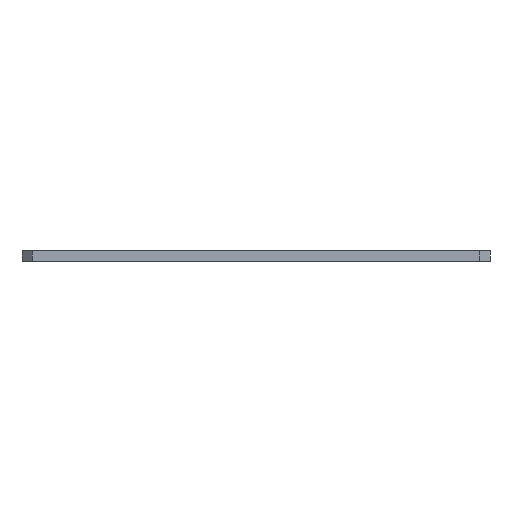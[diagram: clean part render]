
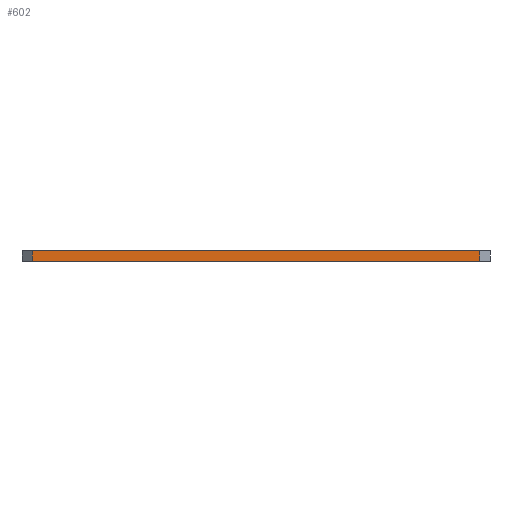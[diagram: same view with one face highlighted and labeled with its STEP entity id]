
A CAD part, front view. The second image highlights one B-rep face of the part: STEP entity #602.
In plain terms, the highlighted planar face has unit normal (0, -1, 0).
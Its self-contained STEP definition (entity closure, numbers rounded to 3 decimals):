
#1 = VERTEX_POINT ( 'NONE', #220 ) ;
#16 = DIRECTION ( 'NONE',  ( 0., 0., 1. ) ) ;
#58 = VERTEX_POINT ( 'NONE', #585 ) ;
#86 = DIRECTION ( 'NONE',  ( -1., 0., 0. ) ) ;
#123 = EDGE_CURVE ( 'NONE', #196, #58, #359, .T. ) ;
#172 = ORIENTED_EDGE ( 'NONE', *, *, #270, .F. ) ;
#196 = VERTEX_POINT ( 'NONE', #654 ) ;
#208 = CARTESIAN_POINT ( 'NONE',  ( 2., -90., -2. ) ) ;
#220 = CARTESIAN_POINT ( 'NONE',  ( 2., -90., 0. ) ) ;
#248 = CARTESIAN_POINT ( 'NONE',  ( 0., -90., -2. ) ) ;
#270 = EDGE_CURVE ( 'NONE', #196, #409, #570, .T. ) ;
#320 = DIRECTION ( 'NONE',  ( 0., 0., -1. ) ) ;
#352 = AXIS2_PLACEMENT_3D ( 'NONE', #248, #554, #16 ) ;
#359 = LINE ( 'NONE', #605, #508 ) ;
#373 = EDGE_CURVE ( 'NONE', #58, #1, #434, .T. ) ;
#376 = CARTESIAN_POINT ( 'NONE',  ( 0., -90., -2. ) ) ;
#390 = DIRECTION ( 'NONE',  ( -1., 0., 0. ) ) ;
#408 = ORIENTED_EDGE ( 'NONE', *, *, #373, .T. ) ;
#409 = VERTEX_POINT ( 'NONE', #208 ) ;
#434 = LINE ( 'NONE', #566, #478 ) ;
#478 = VECTOR ( 'NONE', #86, 1000. ) ;
#488 = ORIENTED_EDGE ( 'NONE', *, *, #123, .T. ) ;
#500 = FACE_OUTER_BOUND ( 'NONE', #590, .T. ) ;
#508 = VECTOR ( 'NONE', #608, 1000. ) ;
#523 = VECTOR ( 'NONE', #390, 1000. ) ;
#525 = LINE ( 'NONE', #635, #671 ) ;
#554 = DIRECTION ( 'NONE',  ( 0., 1., 0. ) ) ;
#566 = CARTESIAN_POINT ( 'NONE',  ( 0., -90., 0. ) ) ;
#570 = LINE ( 'NONE', #376, #523 ) ;
#585 = CARTESIAN_POINT ( 'NONE',  ( 88., -90., 0. ) ) ;
#590 = EDGE_LOOP ( 'NONE', ( #172, #488, #408, #658 ) ) ;
#602 = ADVANCED_FACE ( 'NONE', ( #500 ), #742, .F. ) ;
#605 = CARTESIAN_POINT ( 'NONE',  ( 88., -90., -2. ) ) ;
#608 = DIRECTION ( 'NONE',  ( 0., 0., 1. ) ) ;
#635 = CARTESIAN_POINT ( 'NONE',  ( 2., -90., -2. ) ) ;
#654 = CARTESIAN_POINT ( 'NONE',  ( 88., -90., -2. ) ) ;
#658 = ORIENTED_EDGE ( 'NONE', *, *, #694, .T. ) ;
#671 = VECTOR ( 'NONE', #320, 1000. ) ;
#694 = EDGE_CURVE ( 'NONE', #1, #409, #525, .T. ) ;
#742 = PLANE ( 'NONE',  #352 ) ;
